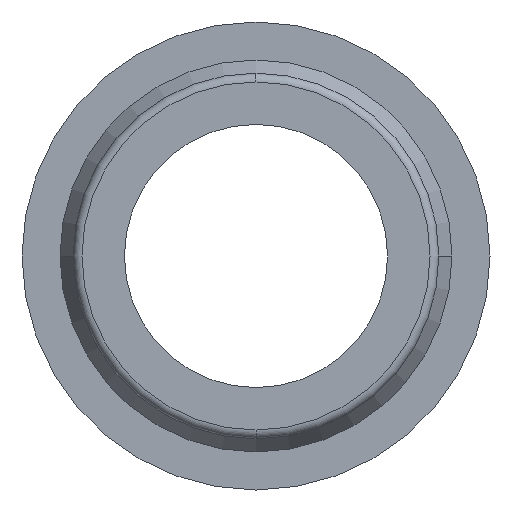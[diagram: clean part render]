
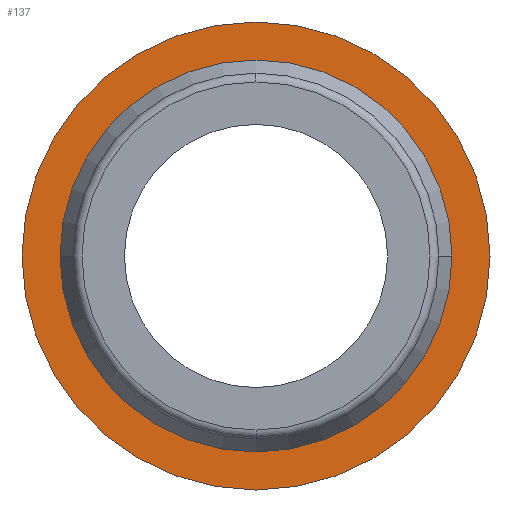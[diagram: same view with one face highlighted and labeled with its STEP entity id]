
A CAD part, front view. The second image highlights one B-rep face of the part: STEP entity #137.
In plain terms, the highlighted planar face has unit normal (0, -1, 0).
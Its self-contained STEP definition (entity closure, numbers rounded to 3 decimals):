
#137=ADVANCED_FACE('',(#278,#279),#280,.T.);
#278=FACE_OUTER_BOUND('',#415,.T.);
#279=FACE_BOUND('',#416,.T.);
#280=PLANE('',#417);
#415=EDGE_LOOP('',(#726,#727));
#416=EDGE_LOOP('',(#728,#729));
#417=AXIS2_PLACEMENT_3D('',#730,#731,#732);
#726=ORIENTED_EDGE('',*,*,#886,.T.);
#727=ORIENTED_EDGE('',*,*,#847,.T.);
#728=ORIENTED_EDGE('',*,*,#818,.F.);
#729=ORIENTED_EDGE('',*,*,#841,.F.);
#730=CARTESIAN_POINT('',(0.0,14.0,0.0));
#731=DIRECTION('',(0.0,-1.0,0.0));
#732=DIRECTION('',(-1.0,0.0,0.0));
#818=EDGE_CURVE('',#975,#971,#977,.T.);
#841=EDGE_CURVE('',#971,#975,#1010,.T.);
#847=EDGE_CURVE('',#1018,#1015,#1019,.T.);
#886=EDGE_CURVE('',#1015,#1018,#1063,.T.);
#971=VERTEX_POINT('',#1162);
#975=VERTEX_POINT('',#1167);
#977=CIRCLE('',#1170,6.7);
#1010=CIRCLE('',#1211,6.7);
#1015=VERTEX_POINT('',#1216);
#1018=VERTEX_POINT('',#1220);
#1019=CIRCLE('',#1221,8.0);
#1063=CIRCLE('',#1272,8.0);
#1162=CARTESIAN_POINT('',(6.7,14.0,0.));
#1167=CARTESIAN_POINT('',(-6.7,14.0,0.));
#1170=AXIS2_PLACEMENT_3D('',#1368,#1369,#1370);
#1211=AXIS2_PLACEMENT_3D('',#1403,#1404,#1405);
#1216=CARTESIAN_POINT('',(8.0,14.0,0.0));
#1220=CARTESIAN_POINT('',(-8.0,14.0,0.));
#1221=AXIS2_PLACEMENT_3D('',#1413,#1414,#1415);
#1272=AXIS2_PLACEMENT_3D('',#1465,#1466,#1467);
#1368=CARTESIAN_POINT('',(0.0,14.0,0.0));
#1369=DIRECTION('',(0.0,-1.0,0.0));
#1370=DIRECTION('',(1.0,0.0,0.0));
#1403=CARTESIAN_POINT('',(0.0,14.0,0.0));
#1404=DIRECTION('',(0.0,-1.0,0.0));
#1405=DIRECTION('',(1.0,0.0,0.0));
#1413=CARTESIAN_POINT('',(0.0,14.0,0.0));
#1414=DIRECTION('',(0.0,-1.0,0.0));
#1415=DIRECTION('',(1.0,0.0,0.0));
#1465=CARTESIAN_POINT('',(0.0,14.0,0.0));
#1466=DIRECTION('',(0.0,-1.0,0.0));
#1467=DIRECTION('',(1.0,0.0,0.0));
